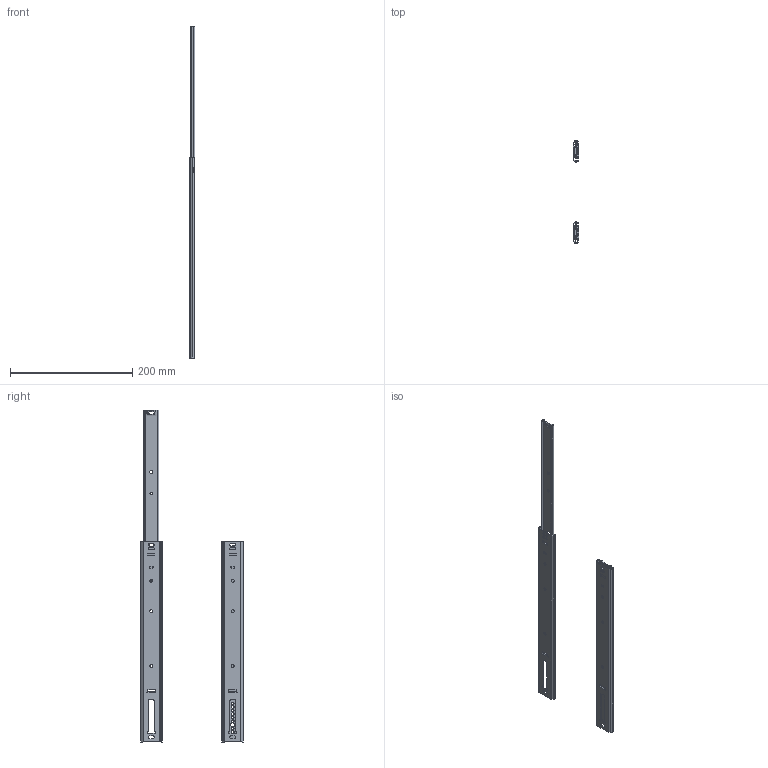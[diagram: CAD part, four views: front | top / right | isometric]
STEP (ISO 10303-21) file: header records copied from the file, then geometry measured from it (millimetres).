
FILE_DESCRIPTION(('STEP AP214'),'1');
FILE_NAME('1029-113.stp','2016-12-20T05:52:12',('TraceParts'),('TraceParts S.A.'),'Spatial InterOp 3D',' ',' ');
FILE_SCHEMA(('automotive_design'));
Length unit declared in the file: millimetre
Products named in the file (2): 1029-113_1; 1029-113_2
Bounding box: 9.5 x 168.46 x 543.56 mm (x, y, z)
Volume: 72161.6 mm3; surface area: 105749.5 mm2
Topology: 2 solids, 2 shells, 364 faces, 1067 edges, 705 vertices
Faces by surface type: cylinder 176, plane 156, bspline 32
Entity records: 16972 total; most frequent: CARTESIAN_POINT 4093, ORIENTED_EDGE 2134, DIRECTION 1976, EDGE_CURVE 1067, VERTEX_POINT 705, LINE 660, VECTOR 660, AXIS2_PLACEMENT_3D 658
